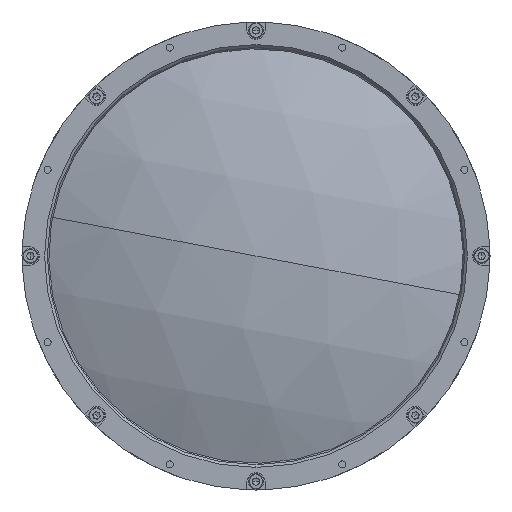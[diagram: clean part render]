
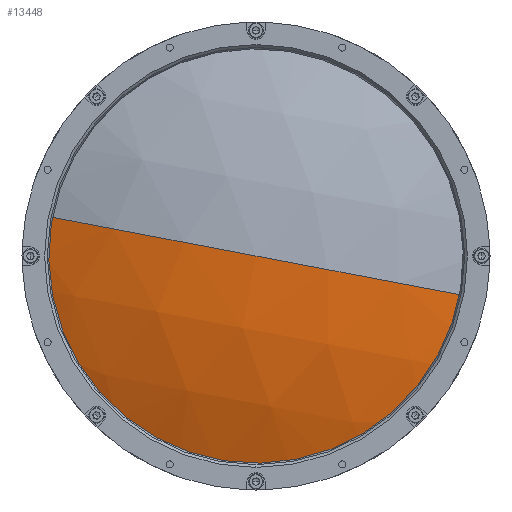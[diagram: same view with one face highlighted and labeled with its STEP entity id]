
A CAD part, left-side view. The second image highlights one B-rep face of the part: STEP entity #13448.
In plain terms, the highlighted spherical face has radius 192.8 mm.
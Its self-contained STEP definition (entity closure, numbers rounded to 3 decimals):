
#227 = CIRCLE ( 'NONE', #6028, 192.8 ) ;
#4378 = CIRCLE ( 'NONE', #15210, 192.8 ) ;
#4384 = EDGE_CURVE ( 'NONE', #11834, #15821, #227, .T. ) ;
#4856 = AXIS2_PLACEMENT_3D ( 'NONE', #4993, #8343, #11691 ) ;
#4993 = CARTESIAN_POINT ( 'NONE',  ( 190.2, 0., 0. ) ) ;
#5450 = DIRECTION ( 'NONE',  ( 0., -0.187, 0.982 ) ) ;
#5788 = ORIENTED_EDGE ( 'NONE', *, *, #4384, .T. ) ;
#6028 = AXIS2_PLACEMENT_3D ( 'NONE', #9489, #21175, #11153 ) ;
#6682 = EDGE_CURVE ( 'NONE', #18128, #15821, #4378, .T. ) ;
#8343 = DIRECTION ( 'NONE',  ( 0., 0.187, -0.982 ) ) ;
#8761 = ORIENTED_EDGE ( 'NONE', *, *, #11257, .T. ) ;
#8845 = CARTESIAN_POINT ( 'NONE',  ( 13.011, 0., 0. ) ) ;
#9489 = CARTESIAN_POINT ( 'NONE',  ( 190.2, 0., 0. ) ) ;
#10491 = DIRECTION ( 'NONE',  ( 0., 0.187, -0.982 ) ) ;
#11000 = FACE_OUTER_BOUND ( 'NONE', #17856, .T. ) ;
#11153 = DIRECTION ( 'NONE',  ( 0., 0.982, 0.187 ) ) ;
#11257 = EDGE_CURVE ( 'NONE', #18128, #11834, #15472, .T. ) ;
#11691 = DIRECTION ( 'NONE',  ( 0., 0.982, 0.187 ) ) ;
#11834 = VERTEX_POINT ( 'NONE', #17265 ) ;
#12588 = CARTESIAN_POINT ( 'NONE',  ( -2.6, 0., 0. ) ) ;
#13448 = ADVANCED_FACE ( 'NONE', ( #11000 ), #15413, .T. ) ;
#14336 = CARTESIAN_POINT ( 'NONE',  ( 13.011, 74.665, 14.182 ) ) ;
#14340 = ORIENTED_EDGE ( 'NONE', *, *, #6682, .F. ) ;
#15210 = AXIS2_PLACEMENT_3D ( 'NONE', #15422, #5450, #17100 ) ;
#15413 = SPHERICAL_SURFACE ( 'NONE', #4856, 192.8 ) ;
#15422 = CARTESIAN_POINT ( 'NONE',  ( 190.2, 0., 0. ) ) ;
#15472 = CIRCLE ( 'NONE', #16476, 76. ) ;
#15821 = VERTEX_POINT ( 'NONE', #12588 ) ;
#16476 = AXIS2_PLACEMENT_3D ( 'NONE', #8845, #20521, #10491 ) ;
#17100 = DIRECTION ( 'NONE',  ( 0., -0.982, -0.187 ) ) ;
#17265 = CARTESIAN_POINT ( 'NONE',  ( 13.011, -74.665, -14.182 ) ) ;
#17856 = EDGE_LOOP ( 'NONE', ( #8761, #5788, #14340 ) ) ;
#18128 = VERTEX_POINT ( 'NONE', #14336 ) ;
#20521 = DIRECTION ( 'NONE',  ( -1., 0., 0. ) ) ;
#21175 = DIRECTION ( 'NONE',  ( 0., 0.187, -0.982 ) ) ;
